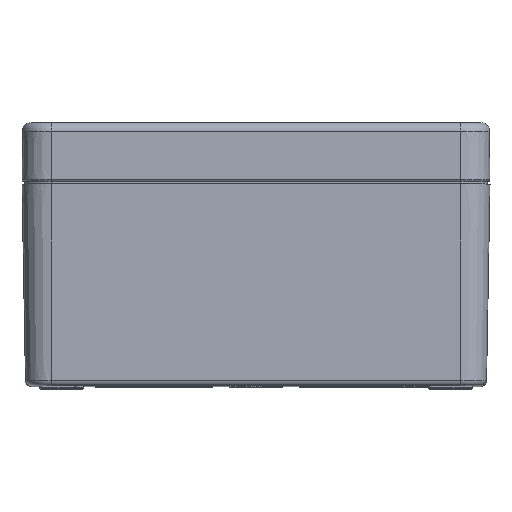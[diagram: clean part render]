
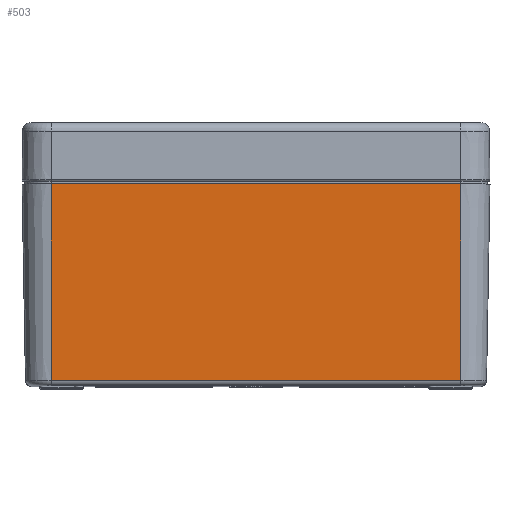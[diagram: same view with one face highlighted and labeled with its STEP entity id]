
A CAD part, top view. The second image highlights one B-rep face of the part: STEP entity #503.
In plain terms, the highlighted planar face has unit normal (0, -0.018, 1).
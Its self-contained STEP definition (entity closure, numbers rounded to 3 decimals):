
#503 = ADVANCED_FACE( '', ( #1645 ), #1646, .T. );
#1645 = FACE_OUTER_BOUND( '', #4221, .T. );
#1646 = PLANE( '', #4222 );
#4221 = EDGE_LOOP( '', ( #7565, #7566, #7567, #7568 ) );
#4222 = AXIS2_PLACEMENT_3D( '', #7569, #7570, #7571 );
#7565 = ORIENTED_EDGE( '', *, *, #16435, .F. );
#7566 = ORIENTED_EDGE( '', *, *, #16436, .F. );
#7567 = ORIENTED_EDGE( '', *, *, #16437, .T. );
#7568 = ORIENTED_EDGE( '', *, *, #16438, .F. );
#7569 = CARTESIAN_POINT( '', ( -83.987, 69., 80. ) );
#7570 = DIRECTION( '', ( 0., -0.017, 1. ) );
#7571 = DIRECTION( '', ( -1., 0., 0. ) );
#16435 = EDGE_CURVE( '', #19246, #19247, #19248, .T. );
#16436 = EDGE_CURVE( '', #19249, #19246, #19250, .T. );
#16437 = EDGE_CURVE( '', #19249, #19251, #19252, .T. );
#16438 = EDGE_CURVE( '', #19247, #19251, #19253, .T. );
#19246 = VERTEX_POINT( '', #23965 );
#19247 = VERTEX_POINT( '', #23966 );
#19248 = LINE( '', #23967, #23968 );
#19249 = VERTEX_POINT( '', #23969 );
#19250 = LINE( '', #23970, #23971 );
#19251 = VERTEX_POINT( '', #23972 );
#19252 = LINE( '', #23973, #23974 );
#19253 = LINE( '', #23975, #23976 );
#23965 = CARTESIAN_POINT( '', ( 70., 69., 80. ) );
#23966 = CARTESIAN_POINT( '', ( 70., 1.965, 78.83 ) );
#23967 = CARTESIAN_POINT( '', ( 70., 69., 80. ) );
#23968 = VECTOR( '', #32613, 1000. );
#23969 = CARTESIAN_POINT( '', ( -70., 69., 80. ) );
#23970 = CARTESIAN_POINT( '', ( -70., 69., 80. ) );
#23971 = VECTOR( '', #32614, 1000. );
#23972 = CARTESIAN_POINT( '', ( -70., 1.965, 78.83 ) );
#23973 = CARTESIAN_POINT( '', ( -70., 69., 80. ) );
#23974 = VECTOR( '', #32615, 1000. );
#23975 = CARTESIAN_POINT( '', ( 70., 1.965, 78.83 ) );
#23976 = VECTOR( '', #32616, 1000. );
#32613 = DIRECTION( '', ( 0., -1., -0.017 ) );
#32614 = DIRECTION( '', ( 1., 0., 0. ) );
#32615 = DIRECTION( '', ( 0., -1., -0.017 ) );
#32616 = DIRECTION( '', ( -1., 0., 0. ) );
